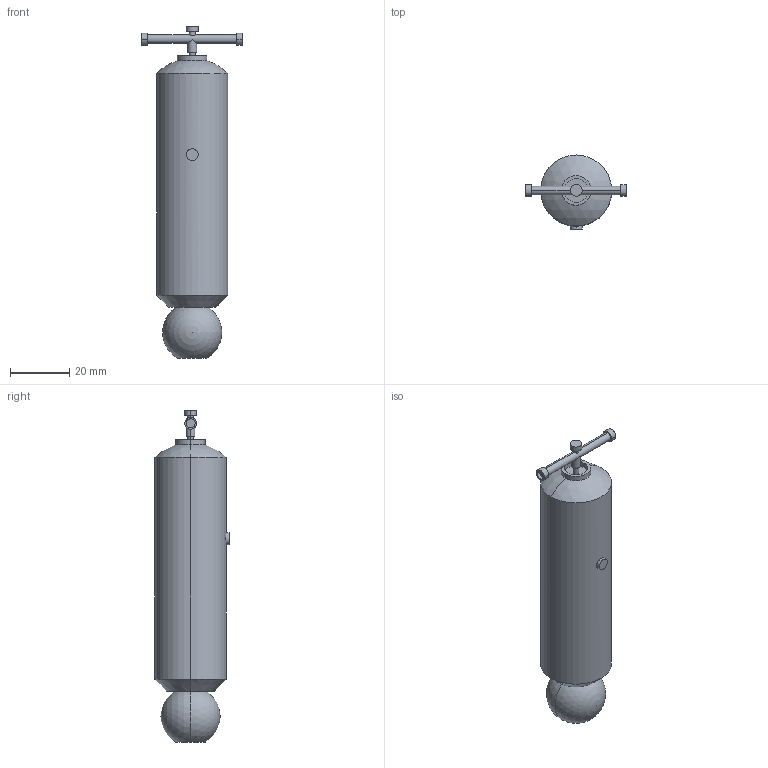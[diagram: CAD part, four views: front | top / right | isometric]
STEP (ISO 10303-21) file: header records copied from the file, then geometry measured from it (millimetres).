
FILE_DESCRIPTION (( 'STEP AP203' ), '1' );
FILE_NAME ('multi lab.par_Défaut_sldprt.STEP', '2024-03-20T04:11:27', ( '' ), ( '' ), 'SwSTEP 2.0', 'SolidWorks 2022', '' );
FILE_SCHEMA (( 'CONFIG_CONTROL_DESIGN' ));
Length unit declared in the file: millimetre
Products named in the file (1): multi lab.par_Défaut_sldprt
Bounding box: 34.12 x 25 x 112.12 mm (x, y, z)
Volume: 40542.1 mm3; surface area: 8665.5 mm2
Topology: 4 solids, 4 shells, 58 faces, 116 edges, 73 vertices
Faces by surface type: cylinder 35, plane 15, cone 4, sphere 4
Entity records: 1700 total; most frequent: CARTESIAN_POINT 412, DIRECTION 279, ORIENTED_EDGE 222, AXIS2_PLACEMENT_3D 121, EDGE_CURVE 111, VERTEX_POINT 70, EDGE_LOOP 69, CIRCLE 62
